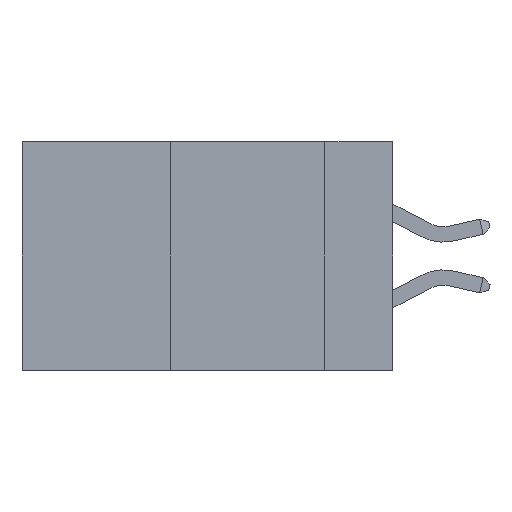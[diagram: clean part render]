
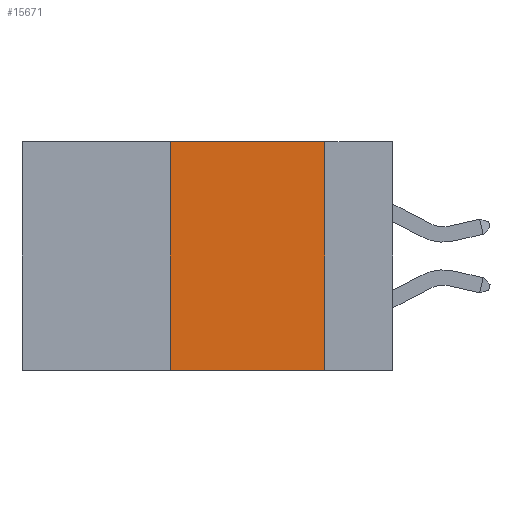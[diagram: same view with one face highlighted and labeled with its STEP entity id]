
A CAD part, left-side view. The second image highlights one B-rep face of the part: STEP entity #15671.
In plain terms, the highlighted planar face has unit normal (-1, 0, 0).
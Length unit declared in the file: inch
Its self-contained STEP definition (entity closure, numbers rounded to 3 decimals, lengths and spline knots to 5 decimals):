
#94 = VERTEX_POINT ( 'NONE', #5237 ) ;
#671 = EDGE_CURVE ( 'NONE', #7604, #11028, #16499, .T. ) ;
#1464 = EDGE_CURVE ( 'NONE', #7604, #6763, #17438, .T. ) ;
#1813 = DIRECTION ( 'NONE',  ( 1., 0., 0. ) ) ;
#1830 = EDGE_LOOP ( 'NONE', ( #10749, #27917, #24472, #6412 ) ) ;
#2653 = EDGE_CURVE ( 'NONE', #94, #6763, #4162, .T. ) ;
#4162 = LINE ( 'NONE', #8096, #9200 ) ;
#4290 = VECTOR ( 'NONE', #10476, 39.37008 ) ;
#5237 = CARTESIAN_POINT ( 'NONE',  ( 0., 0.11, 0. ) ) ;
#5370 = FACE_OUTER_BOUND ( 'NONE', #1830, .T. ) ;
#6412 = ORIENTED_EDGE ( 'NONE', *, *, #1464, .T. ) ;
#6763 = VERTEX_POINT ( 'NONE', #7618 ) ;
#7604 = VERTEX_POINT ( 'NONE', #12763 ) ;
#7618 = CARTESIAN_POINT ( 'NONE',  ( 0., 0.11, -0.37 ) ) ;
#7804 = PLANE ( 'NONE',  #12522 ) ;
#8096 = CARTESIAN_POINT ( 'NONE',  ( 0., 0.11, 0. ) ) ;
#8771 = CARTESIAN_POINT ( 'NONE',  ( 0., 0.36, 0. ) ) ;
#9200 = VECTOR ( 'NONE', #16441, 39.37008 ) ;
#10476 = DIRECTION ( 'NONE',  ( 0., 0., 1. ) ) ;
#10749 = ORIENTED_EDGE ( 'NONE', *, *, #2653, .F. ) ;
#11028 = VERTEX_POINT ( 'NONE', #24010 ) ;
#12013 = CARTESIAN_POINT ( 'NONE',  ( 0., 0.6, -0.37 ) ) ;
#12522 = AXIS2_PLACEMENT_3D ( 'NONE', #16494, #1813, #15128 ) ;
#12763 = CARTESIAN_POINT ( 'NONE',  ( 0., 0.36, -0.37 ) ) ;
#12822 = CARTESIAN_POINT ( 'NONE',  ( 0., 0.6, 0. ) ) ;
#12915 = DIRECTION ( 'NONE',  ( 0., -1., 0. ) ) ;
#13909 = DIRECTION ( 'NONE',  ( 0., -1., 0. ) ) ;
#15128 = DIRECTION ( 'NONE',  ( 0., 0., -1. ) ) ;
#15671 = ADVANCED_FACE ( 'NONE', ( #5370 ), #7804, .F. ) ;
#16441 = DIRECTION ( 'NONE',  ( 0., 0., -1. ) ) ;
#16494 = CARTESIAN_POINT ( 'NONE',  ( 0., 0.6, 0. ) ) ;
#16499 = LINE ( 'NONE', #8771, #4290 ) ;
#17438 = LINE ( 'NONE', #12013, #21815 ) ;
#19659 = EDGE_CURVE ( 'NONE', #11028, #94, #27139, .T. ) ;
#20731 = VECTOR ( 'NONE', #12915, 39.37008 ) ;
#21815 = VECTOR ( 'NONE', #13909, 39.37008 ) ;
#24010 = CARTESIAN_POINT ( 'NONE',  ( 0., 0.36, 0. ) ) ;
#24472 = ORIENTED_EDGE ( 'NONE', *, *, #671, .F. ) ;
#27139 = LINE ( 'NONE', #12822, #20731 ) ;
#27917 = ORIENTED_EDGE ( 'NONE', *, *, #19659, .F. ) ;
